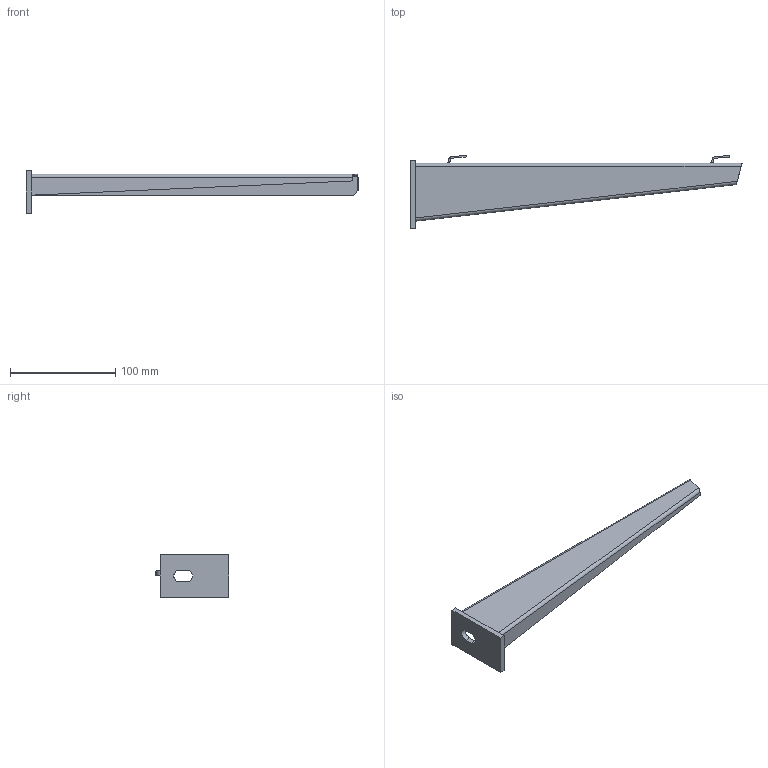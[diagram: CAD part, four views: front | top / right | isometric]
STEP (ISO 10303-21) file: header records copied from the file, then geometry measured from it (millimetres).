
FILE_DESCRIPTION((''),'2;1');
FILE_NAME('6420610_ORG_ASM','2013-10-25T',('AndreasKeweloh'),(''),'PRO/ENGINEER BY PARAMETRIC TECHNOLOGY CORPORATION, 2012360','PRO/ENGINEER BY PARAMETRIC TECHNOLOGY CORPORATION, 2012360','');
FILE_SCHEMA(('CONFIG_CONTROL_DESIGN'));
Length unit declared in the file: millimetre
Products named in the file (4): FL_6420610_1; AUSL_6420610_1; 6420610_ASM_1_ASM; 6420610_ORG_ASM
Assembly tree (3 placements, depth 3):
  6420610_ORG_ASM
    6420610_ASM_1_ASM
      FL_6420610_1
      AUSL_6420610_1
Bounding box: 315 x 69.46 x 40 mm (x, y, z)
Volume: 42627.1 mm3; surface area: 48319 mm2
Topology: 2 solids, 2 shells, 51 faces, 135 edges, 90 vertices
Faces by surface type: plane 33, cylinder 18
Entity records: 1728 total; most frequent: CARTESIAN_POINT 396, ORIENTED_EDGE 270, DIRECTION 231, EDGE_CURVE 135, VECTOR 99, LINE 99, VERTEX_POINT 90, AXIS2_PLACEMENT_3D 66
